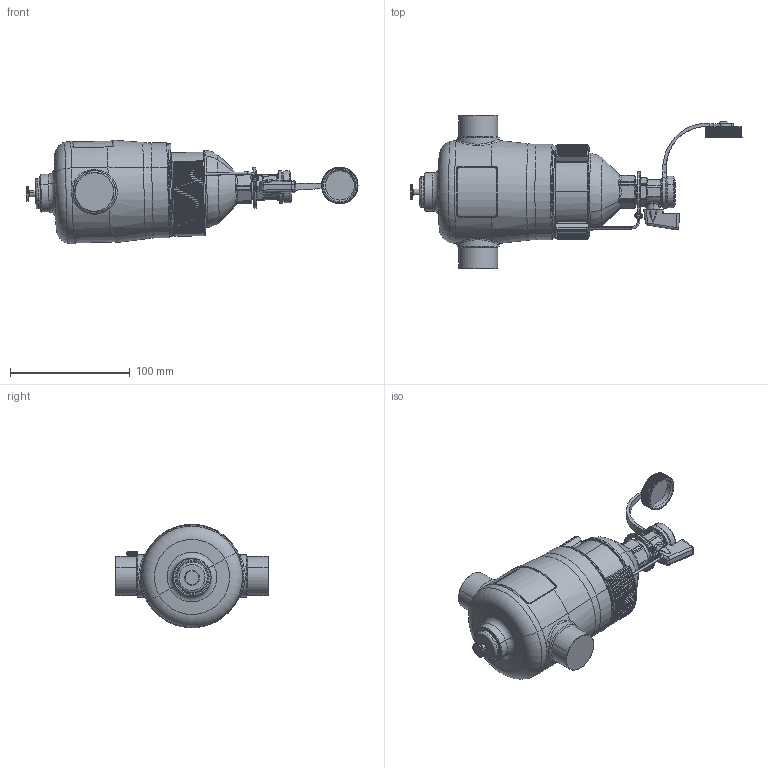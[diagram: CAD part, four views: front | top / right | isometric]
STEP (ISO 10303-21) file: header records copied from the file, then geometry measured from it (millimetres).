
FILE_DESCRIPTION(('CATIA V5 STEP Exchange','CAx-IF Rec.Pracs.--- Model Styling and Organization---1.5--- 2016-08-15','CAx-IF Rec.Pracs.---Supplemental Geometry---1.0---2011-11-01','CAx-IF Rec.Pracs.--- Composite Materials ---3.4---2017-06-13','CAx-IF Rec.Pracs.---Tessellated 3D Geometry---1.0---2015-12-17'),'2;1');
FILE_NAME('STEP_546328AM_-_TST.stp','2024-03-26T19:14:42+00:00',('none'),('none'),'CATIA Version 5-6 Release 2020 SP5','CATIA V5 STEP AP242 v2','none');
FILE_SCHEMA(('AP242_MANAGED_MODEL_BASED_3D_ENGINEERING_MIM_LF {1 0 10303 442 1 1 4}'));
Products named in the file (1): 546328AM - TST
Bounding box: 277.8 x 128 x 86.7 mm (x, y, z)
Volume: 786056.4 mm3; surface area: 65612 mm2
Topology: 1 solids, 3 shells, 1522 faces, 4016 edges, 2501 vertices
Faces by surface type: cylinder 821, torus 265, plane 235, bspline 128, cone 54, sphere 10, revolution 9
Entity records: 56949 total; most frequent: CARTESIAN_POINT 24448, ORIENTED_EDGE 8012, EDGE_CURVE 4006, DIRECTION 3909, VERTEX_POINT 2501, AXIS2_PLACEMENT_3D 2270, CIRCLE 1586, EDGE_LOOP 1539
